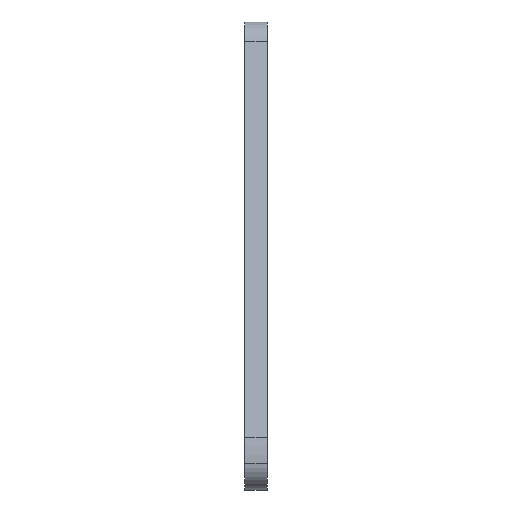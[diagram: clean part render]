
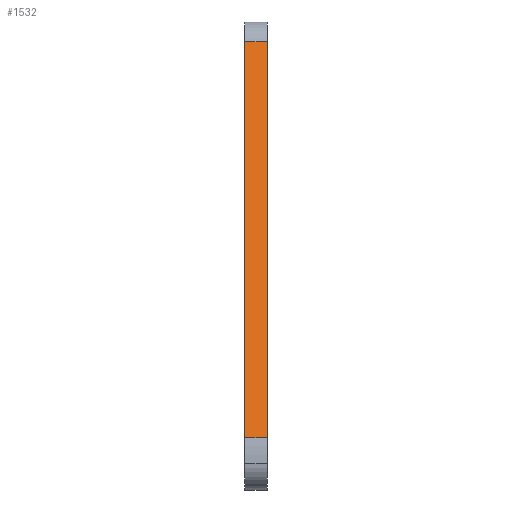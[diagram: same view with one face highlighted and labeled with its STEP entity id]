
A CAD part, front view. The second image highlights one B-rep face of the part: STEP entity #1532.
In plain terms, the highlighted planar face has unit normal (0, -0.966, 0.257).
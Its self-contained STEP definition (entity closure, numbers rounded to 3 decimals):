
#70 = CARTESIAN_POINT ( 'NONE',  ( -21.54, -10.63, 356.381 ) ) ;
#115 = DIRECTION ( 'NONE',  ( 0., 0.257, 0.966 ) ) ;
#118 = VECTOR ( 'NONE', #1099, 1000. ) ;
#144 = CARTESIAN_POINT ( 'NONE',  ( -19., 1.101, 400.48 ) ) ;
#156 = EDGE_CURVE ( 'NONE', #1568, #722, #1237, .T. ) ;
#249 = EDGE_CURVE ( 'NONE', #254, #1568, #725, .T. ) ;
#254 = VERTEX_POINT ( 'NONE', #893 ) ;
#284 = AXIS2_PLACEMENT_3D ( 'NONE', #1349, #468, #115 ) ;
#311 = VECTOR ( 'NONE', #2220, 1000. ) ;
#468 = DIRECTION ( 'NONE',  ( 0., 0.966, -0.257 ) ) ;
#705 = EDGE_LOOP ( 'NONE', ( #2060, #1104, #2236, #2120 ) ) ;
#722 = VERTEX_POINT ( 'NONE', #1854 ) ;
#725 = LINE ( 'NONE', #1436, #879 ) ;
#738 = DIRECTION ( 'NONE',  ( 1., 0., 0. ) ) ;
#879 = VECTOR ( 'NONE', #738, 1000. ) ;
#893 = CARTESIAN_POINT ( 'NONE',  ( -21.54, 1.101, 400.48 ) ) ;
#1079 = VERTEX_POINT ( 'NONE', #1924 ) ;
#1080 = DIRECTION ( 'NONE',  ( 0., -0.257, -0.966 ) ) ;
#1099 = DIRECTION ( 'NONE',  ( 1., 0., 0. ) ) ;
#1104 = ORIENTED_EDGE ( 'NONE', *, *, #249, .F. ) ;
#1237 = LINE ( 'NONE', #2109, #2210 ) ;
#1349 = CARTESIAN_POINT ( 'NONE',  ( -21.54, -10.63, 356.381 ) ) ;
#1436 = CARTESIAN_POINT ( 'NONE',  ( -21.54, 1.101, 400.48 ) ) ;
#1532 = ADVANCED_FACE ( 'NONE', ( #2084 ), #1920, .F. ) ;
#1568 = VERTEX_POINT ( 'NONE', #144 ) ;
#1706 = EDGE_CURVE ( 'NONE', #1079, #722, #1819, .T. ) ;
#1819 = LINE ( 'NONE', #1959, #118 ) ;
#1854 = CARTESIAN_POINT ( 'NONE',  ( -19., -10.63, 356.381 ) ) ;
#1920 = PLANE ( 'NONE',  #284 ) ;
#1924 = CARTESIAN_POINT ( 'NONE',  ( -21.54, -10.63, 356.381 ) ) ;
#1925 = EDGE_CURVE ( 'NONE', #254, #1079, #2208, .T. ) ;
#1959 = CARTESIAN_POINT ( 'NONE',  ( -21.54, -10.63, 356.381 ) ) ;
#2060 = ORIENTED_EDGE ( 'NONE', *, *, #156, .F. ) ;
#2084 = FACE_OUTER_BOUND ( 'NONE', #705, .T. ) ;
#2109 = CARTESIAN_POINT ( 'NONE',  ( -19., -10.63, 356.381 ) ) ;
#2120 = ORIENTED_EDGE ( 'NONE', *, *, #1706, .T. ) ;
#2208 = LINE ( 'NONE', #70, #311 ) ;
#2210 = VECTOR ( 'NONE', #1080, 1000. ) ;
#2220 = DIRECTION ( 'NONE',  ( 0., -0.257, -0.966 ) ) ;
#2236 = ORIENTED_EDGE ( 'NONE', *, *, #1925, .T. ) ;
